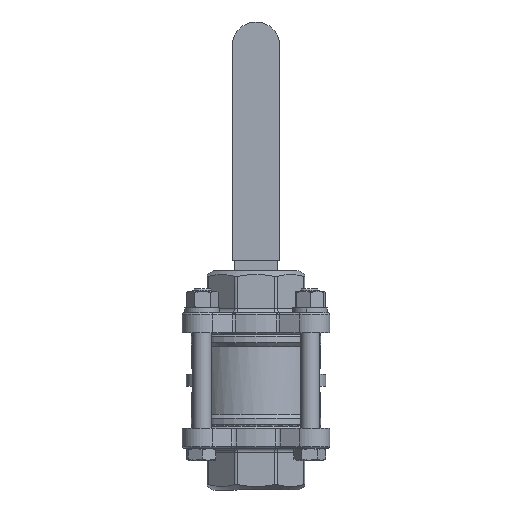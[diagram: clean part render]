
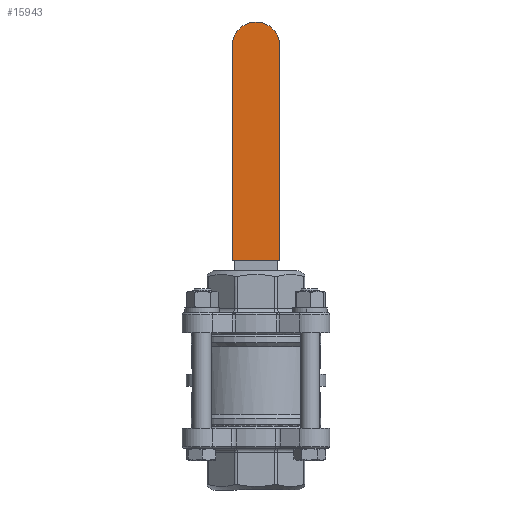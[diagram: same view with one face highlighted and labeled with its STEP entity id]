
A CAD part, front view. The second image highlights one B-rep face of the part: STEP entity #15943.
In plain terms, the highlighted face is planar.
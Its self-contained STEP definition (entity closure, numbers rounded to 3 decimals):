
#1388=CIRCLE('',#17151,12.);
#2094=ORIENTED_EDGE('',*,*,#7012,.F.);
#2095=ORIENTED_EDGE('',*,*,#7017,.T.);
#2096=ORIENTED_EDGE('',*,*,#7015,.T.);
#2097=ORIENTED_EDGE('',*,*,#7003,.T.);
#7003=EDGE_CURVE('',#9477,#9475,#11137,.T.);
#7012=EDGE_CURVE('',#9484,#9475,#11146,.T.);
#7015=EDGE_CURVE('',#9486,#9477,#11148,.T.);
#7017=EDGE_CURVE('',#9484,#9486,#1388,.F.);
#9475=VERTEX_POINT('',#22724);
#9477=VERTEX_POINT('',#22727);
#9484=VERTEX_POINT('',#22743);
#9486=VERTEX_POINT('',#22751);
#11137=LINE('',#22726,#12264);
#11146=LINE('',#22744,#12273);
#11148=LINE('',#22750,#12275);
#12264=VECTOR('',#18682,1000.);
#12273=VECTOR('',#18693,1000.);
#12275=VECTOR('',#18701,1000.);
#13377=EDGE_LOOP('',(#2094,#2095,#2096,#2097));
#14467=FACE_BOUND('',#13377,.T.);
#15547=PLANE('',#17150);
#15943=ADVANCED_FACE('',(#14467),#15547,.F.);
#17150=AXIS2_PLACEMENT_3D('',#22753,#18703,#18704);
#17151=AXIS2_PLACEMENT_3D('',#22754,#18705,#18706);
#18682=DIRECTION('',(-1.,0.,0.));
#18693=DIRECTION('',(0.,-1.,0.));
#18701=DIRECTION('',(0.,-1.,0.));
#18703=DIRECTION('',(0.,0.,1.));
#18704=DIRECTION('',(1.,0.,0.));
#18705=DIRECTION('',(0.,0.,1.));
#18706=DIRECTION('',(1.,0.,0.));
#22724=CARTESIAN_POINT('',(-12.,0.,-2.5));
#22726=CARTESIAN_POINT('',(12.,0.,-2.5));
#22727=CARTESIAN_POINT('',(12.,0.,-2.5));
#22743=CARTESIAN_POINT('',(-12.,108.,-2.5));
#22744=CARTESIAN_POINT('',(-12.,120.,-2.5));
#22750=CARTESIAN_POINT('',(12.,120.,-2.5));
#22751=CARTESIAN_POINT('',(12.,108.,-2.5));
#22753=CARTESIAN_POINT('',(12.,120.,-2.5));
#22754=CARTESIAN_POINT('',(0.,108.,-2.5));
